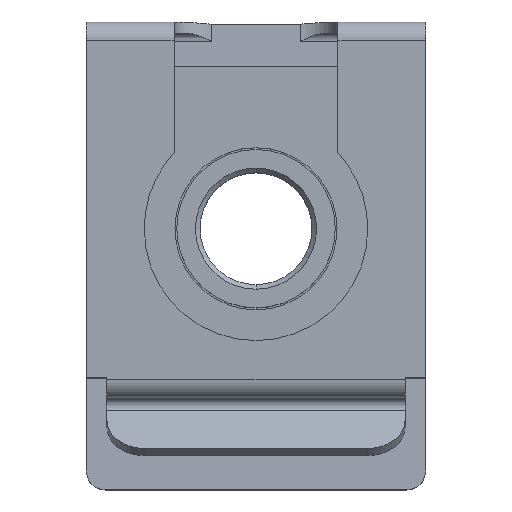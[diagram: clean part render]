
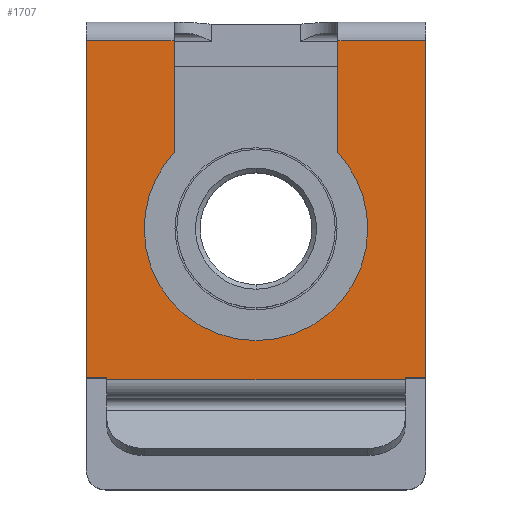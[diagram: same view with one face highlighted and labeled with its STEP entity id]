
A CAD part, top view. The second image highlights one B-rep face of the part: STEP entity #1707.
In plain terms, the highlighted face is planar.
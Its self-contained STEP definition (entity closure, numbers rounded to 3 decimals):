
#3 = EDGE_CURVE ( 'NONE', #1767, #3502, #2293, .T. ) ;
#27 = DIRECTION ( 'NONE',  ( 0., 0., 1. ) ) ;
#71 = EDGE_CURVE ( 'NONE', #324, #245, #1301, .T. ) ;
#90 = CARTESIAN_POINT ( 'NONE',  ( -10.1, 0., 9.1 ) ) ;
#101 = AXIS2_PLACEMENT_3D ( 'NONE', #2166, #380, #2482 ) ;
#106 = CARTESIAN_POINT ( 'NONE',  ( 0., 0., 0. ) ) ;
#158 = DIRECTION ( 'NONE',  ( 0., 0., -1. ) ) ;
#162 = ORIENTED_EDGE ( 'NONE', *, *, #3532, .T. ) ;
#245 = VERTEX_POINT ( 'NONE', #2715 ) ;
#324 = VERTEX_POINT ( 'NONE', #1563 ) ;
#367 = ORIENTED_EDGE ( 'NONE', *, *, #2294, .F. ) ;
#377 = VERTEX_POINT ( 'NONE', #937 ) ;
#380 = DIRECTION ( 'NONE',  ( 0., 1., 0. ) ) ;
#381 = CARTESIAN_POINT ( 'NONE',  ( -10.1, 0., 9.1 ) ) ;
#384 = CARTESIAN_POINT ( 'NONE',  ( -10.1, 0., 4.4 ) ) ;
#400 = CARTESIAN_POINT ( 'NONE',  ( 0., 0., -6. ) ) ;
#405 = DIRECTION ( 'NONE',  ( 0., 0., 1. ) ) ;
#429 = DIRECTION ( 'NONE',  ( 0., 0., 1. ) ) ;
#445 = EDGE_CURVE ( 'NONE', #2227, #1217, #2684, .T. ) ;
#496 = DIRECTION ( 'NONE',  ( -1., 0., 0. ) ) ;
#504 = CARTESIAN_POINT ( 'NONE',  ( -11.1, 0., -9.1 ) ) ;
#519 = VECTOR ( 'NONE', #1591, 1000. ) ;
#720 = ORIENTED_EDGE ( 'NONE', *, *, #2497, .F. ) ;
#742 = VECTOR ( 'NONE', #2664, 1000. ) ;
#778 = CARTESIAN_POINT ( 'NONE',  ( 8., 0., 8. ) ) ;
#784 = VECTOR ( 'NONE', #2622, 1000. ) ;
#812 = DIRECTION ( 'NONE',  ( 0., 0., -1. ) ) ;
#817 = ORIENTED_EDGE ( 'NONE', *, *, #1275, .T. ) ;
#848 = CARTESIAN_POINT ( 'NONE',  ( 8.1, 0., 8. ) ) ;
#937 = CARTESIAN_POINT ( 'NONE',  ( 8.1, 0., -8. ) ) ;
#959 = VECTOR ( 'NONE', #3223, 1000. ) ;
#1002 = EDGE_CURVE ( 'NONE', #3502, #1502, #1529, .T. ) ;
#1114 = LINE ( 'NONE', #3491, #1820 ) ;
#1217 = VERTEX_POINT ( 'NONE', #381 ) ;
#1275 = EDGE_CURVE ( 'NONE', #1548, #245, #2101, .T. ) ;
#1293 = ORIENTED_EDGE ( 'NONE', *, *, #1405, .F. ) ;
#1294 = VECTOR ( 'NONE', #405, 1000. ) ;
#1300 = EDGE_CURVE ( 'NONE', #1386, #1846, #3023, .T. ) ;
#1301 = LINE ( 'NONE', #1830, #519 ) ;
#1355 = CARTESIAN_POINT ( 'NONE',  ( 8., 0., -9.1 ) ) ;
#1386 = VERTEX_POINT ( 'NONE', #3793 ) ;
#1405 = EDGE_CURVE ( 'NONE', #1502, #1217, #1114, .T. ) ;
#1435 = LINE ( 'NONE', #3443, #2334 ) ;
#1496 = VECTOR ( 'NONE', #496, 1000. ) ;
#1502 = VERTEX_POINT ( 'NONE', #1601 ) ;
#1529 = LINE ( 'NONE', #2681, #742 ) ;
#1548 = VERTEX_POINT ( 'NONE', #2867 ) ;
#1563 = CARTESIAN_POINT ( 'NONE',  ( -4.079, 0., -4.4 ) ) ;
#1565 = LINE ( 'NONE', #3523, #784 ) ;
#1566 = ORIENTED_EDGE ( 'NONE', *, *, #1687, .T. ) ;
#1591 = DIRECTION ( 'NONE',  ( -1., 0., 0. ) ) ;
#1601 = CARTESIAN_POINT ( 'NONE',  ( 8., 0., 9.1 ) ) ;
#1629 = VERTEX_POINT ( 'NONE', #1355 ) ;
#1651 = DIRECTION ( 'NONE',  ( -1., 0., 0. ) ) ;
#1652 = CIRCLE ( 'NONE', #101, 6. ) ;
#1662 = ORIENTED_EDGE ( 'NONE', *, *, #2421, .F. ) ;
#1664 = FACE_OUTER_BOUND ( 'NONE', #2426, .T. ) ;
#1687 = EDGE_CURVE ( 'NONE', #1629, #1548, #1770, .T. ) ;
#1691 = CARTESIAN_POINT ( 'NONE',  ( 0., 0., 0. ) ) ;
#1707 = ADVANCED_FACE ( 'NONE', ( #1664 ), #2308, .F. ) ;
#1765 = AXIS2_PLACEMENT_3D ( 'NONE', #1993, #2621, #812 ) ;
#1767 = VERTEX_POINT ( 'NONE', #848 ) ;
#1770 = LINE ( 'NONE', #504, #959 ) ;
#1780 = LINE ( 'NONE', #3809, #3206 ) ;
#1820 = VECTOR ( 'NONE', #1651, 1000. ) ;
#1830 = CARTESIAN_POINT ( 'NONE',  ( -11.1, 0., -4.4 ) ) ;
#1846 = VERTEX_POINT ( 'NONE', #400 ) ;
#1857 = CIRCLE ( 'NONE', #3052, 6. ) ;
#1887 = VECTOR ( 'NONE', #158, 1000. ) ;
#1920 = ORIENTED_EDGE ( 'NONE', *, *, #71, .F. ) ;
#1934 = CARTESIAN_POINT ( 'NONE',  ( 8., 0., 8. ) ) ;
#1964 = CARTESIAN_POINT ( 'NONE',  ( 8.1, 0., 9.1 ) ) ;
#1993 = CARTESIAN_POINT ( 'NONE',  ( -11.1, 0., 9.1 ) ) ;
#1995 = DIRECTION ( 'NONE',  ( 0., 0., 1. ) ) ;
#2019 = EDGE_CURVE ( 'NONE', #2227, #3500, #1780, .T. ) ;
#2101 = LINE ( 'NONE', #3740, #1294 ) ;
#2166 = CARTESIAN_POINT ( 'NONE',  ( 0., 0., 0. ) ) ;
#2205 = DIRECTION ( 'NONE',  ( 0., 1., 0. ) ) ;
#2227 = VERTEX_POINT ( 'NONE', #384 ) ;
#2256 = DIRECTION ( 'NONE',  ( 1., 0., 0. ) ) ;
#2293 = LINE ( 'NONE', #778, #1496 ) ;
#2294 = EDGE_CURVE ( 'NONE', #1629, #3825, #1435, .T. ) ;
#2308 = PLANE ( 'NONE',  #1765 ) ;
#2334 = VECTOR ( 'NONE', #3131, 1000. ) ;
#2381 = ORIENTED_EDGE ( 'NONE', *, *, #1300, .F. ) ;
#2421 = EDGE_CURVE ( 'NONE', #3500, #1386, #1857, .T. ) ;
#2426 = EDGE_LOOP ( 'NONE', ( #1662, #2892, #3338, #1293, #3324, #3777, #162, #720, #367, #1566, #817, #1920, #2880, #2381 ) ) ;
#2482 = DIRECTION ( 'NONE',  ( 0., 0., 1. ) ) ;
#2497 = EDGE_CURVE ( 'NONE', #3825, #377, #1565, .T. ) ;
#2584 = VECTOR ( 'NONE', #27, 1000. ) ;
#2615 = LINE ( 'NONE', #1964, #1887 ) ;
#2621 = DIRECTION ( 'NONE',  ( 0., -1., 0. ) ) ;
#2622 = DIRECTION ( 'NONE',  ( 1., 0., 0. ) ) ;
#2664 = DIRECTION ( 'NONE',  ( 0., 0., 1. ) ) ;
#2681 = CARTESIAN_POINT ( 'NONE',  ( 8., 0., 9.1 ) ) ;
#2684 = LINE ( 'NONE', #90, #2584 ) ;
#2715 = CARTESIAN_POINT ( 'NONE',  ( -10.1, 0., -4.4 ) ) ;
#2867 = CARTESIAN_POINT ( 'NONE',  ( -10.1, 0., -9.1 ) ) ;
#2880 = ORIENTED_EDGE ( 'NONE', *, *, #3297, .F. ) ;
#2892 = ORIENTED_EDGE ( 'NONE', *, *, #2019, .F. ) ;
#3023 = CIRCLE ( 'NONE', #3142, 6. ) ;
#3025 = CARTESIAN_POINT ( 'NONE',  ( 8., 0., -8. ) ) ;
#3052 = AXIS2_PLACEMENT_3D ( 'NONE', #1691, #3840, #1995 ) ;
#3131 = DIRECTION ( 'NONE',  ( 0., 0., 1. ) ) ;
#3142 = AXIS2_PLACEMENT_3D ( 'NONE', #106, #2205, #429 ) ;
#3206 = VECTOR ( 'NONE', #2256, 1000. ) ;
#3223 = DIRECTION ( 'NONE',  ( -1., 0., 0. ) ) ;
#3297 = EDGE_CURVE ( 'NONE', #1846, #324, #1652, .T. ) ;
#3324 = ORIENTED_EDGE ( 'NONE', *, *, #1002, .F. ) ;
#3338 = ORIENTED_EDGE ( 'NONE', *, *, #445, .T. ) ;
#3443 = CARTESIAN_POINT ( 'NONE',  ( 8., 0., -9.1 ) ) ;
#3464 = CARTESIAN_POINT ( 'NONE',  ( -4.079, 0., 4.4 ) ) ;
#3491 = CARTESIAN_POINT ( 'NONE',  ( -11.1, 0., 9.1 ) ) ;
#3500 = VERTEX_POINT ( 'NONE', #3464 ) ;
#3502 = VERTEX_POINT ( 'NONE', #1934 ) ;
#3523 = CARTESIAN_POINT ( 'NONE',  ( 8., 0., -8. ) ) ;
#3532 = EDGE_CURVE ( 'NONE', #1767, #377, #2615, .T. ) ;
#3740 = CARTESIAN_POINT ( 'NONE',  ( -10.1, 0., 9.1 ) ) ;
#3777 = ORIENTED_EDGE ( 'NONE', *, *, #3, .F. ) ;
#3793 = CARTESIAN_POINT ( 'NONE',  ( 0., 0., 6. ) ) ;
#3809 = CARTESIAN_POINT ( 'NONE',  ( -11.1, 0., 4.4 ) ) ;
#3825 = VERTEX_POINT ( 'NONE', #3025 ) ;
#3840 = DIRECTION ( 'NONE',  ( 0., 1., 0. ) ) ;
